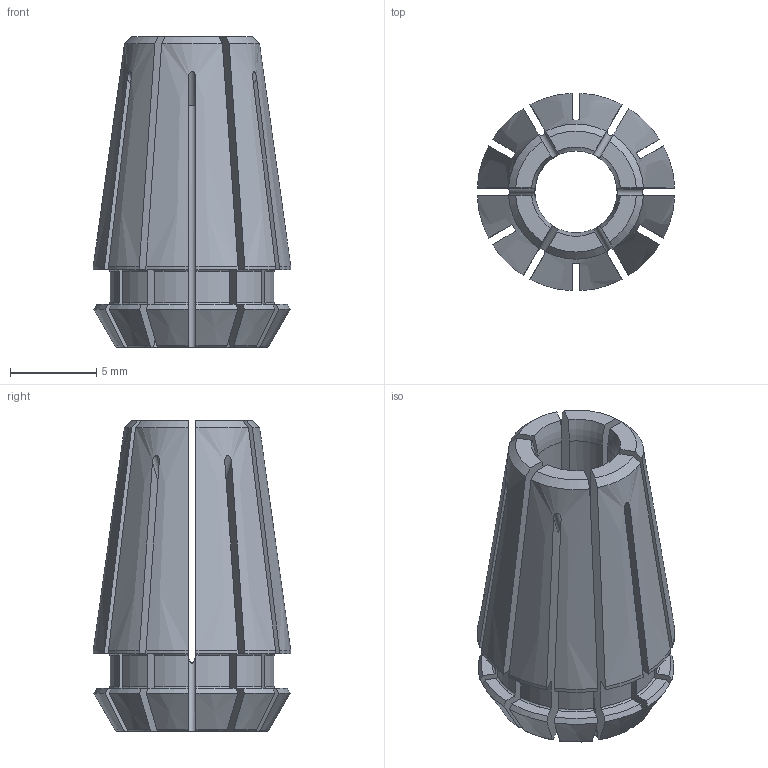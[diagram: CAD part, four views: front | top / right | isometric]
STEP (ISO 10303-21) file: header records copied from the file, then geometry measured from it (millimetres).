
FILE_DESCRIPTION(/* description */ (''),/* implementation_level */ '2;1');
FILE_NAME(/* name */ '111104766.stp',/* time_stamp */ '2021-06-01T15:43:07',/* author */ ('LRA'),/* organization */ ('REGO-FIX'),/* preprocessor_version */ ' Unknown',/* originating_system */ 'SIEMENS PLM Software Solid Edge ST10',/* authorization */ 'Unknown');
FILE_SCHEMA (('AUTOMOTIVE_DESIGN { 1 0 10303 214 2 1 1}'));
Length unit declared in the file: millimetre
Products named in the file (1): NOCUT
Bounding box: 11.43 x 11.43 x 18 mm (x, y, z)
Volume: 824.1 mm3; surface area: 1685.2 mm2
Topology: 1 solids, 1 shells, 189 faces, 563 edges, 375 vertices
Faces by surface type: plane 55, cone 48, torus 43, cylinder 43
Full cylindrical faces by diameter (mm): 4.763 x1
Entity records: 6678 total; most frequent: CARTESIAN_POINT 1799, ORIENTED_EDGE 1120, DIRECTION 918, EDGE_CURVE 560, VERTEX_POINT 374, AXIS2_PLACEMENT_3D 369, B_SPLINE_CURVE_WITH_KNOTS 204, EDGE_LOOP 192
